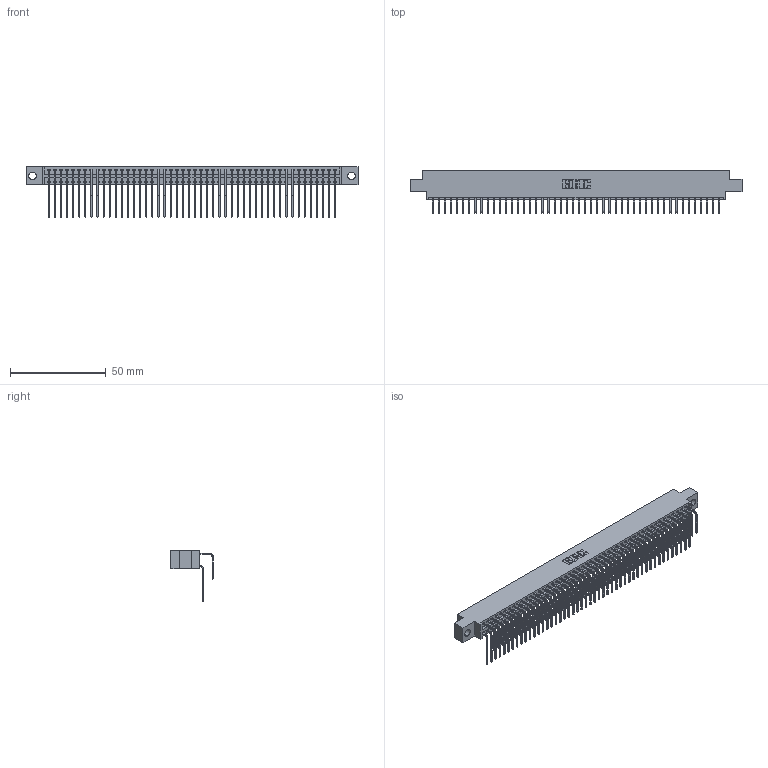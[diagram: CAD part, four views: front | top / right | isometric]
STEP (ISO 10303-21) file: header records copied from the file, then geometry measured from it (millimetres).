
FILE_DESCRIPTION (( 'STEP AP203' ), '1' );
FILE_NAME ('396-096-558-804.STEP', '2018-09-14T03:36:28', ( '' ), ( '' ), 'SwSTEP 2.0', 'SolidWorks 2016', '' );
FILE_SCHEMA (( 'CONFIG_CONTROL_DESIGN' ));
Length unit declared in the file: inch
Products named in the file (4): 346 Part_0.170 Offset - 0.156 Dia-TH; 345-292-001_558 559 Tail - 1; 345-292-001_558 Tail - 2; 396-096-558-804
Assembly tree (97 placements, depth 2):
  396-096-558-804
    346 Part_0.170 Offset - 0.156 Dia-TH
    345-292-001_558 559 Tail - 1  x48
    345-292-001_558 Tail - 2  x48
Bounding box: 172.97 x 22.16 x 26.16 mm (x, y, z)
Volume: 17225 mm3; surface area: 26421 mm2
Topology: 97 solids, 97 shells, 5310 faces, 15797 edges, 10402 vertices
Faces by surface type: plane 3632, cylinder 1678
Entity records: 32437 total; most frequent: CARTESIAN_POINT 5391, ORIENTED_EDGE 5274, DIRECTION 4773, EDGE_CURVE 2637, VECTOR 2273, LINE 2273, VERTEX_POINT 1754, AXIS2_PLACEMENT_3D 1250
